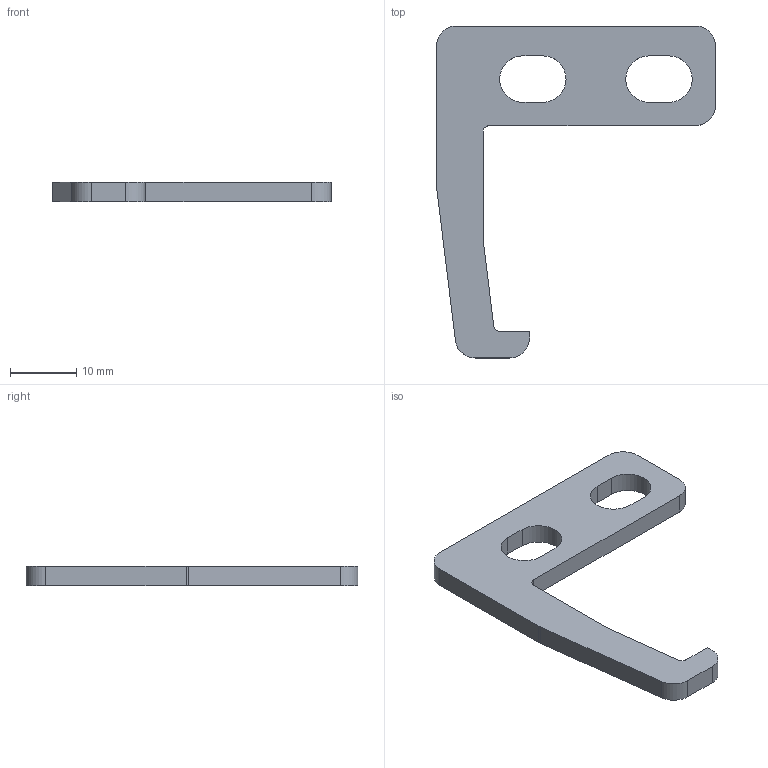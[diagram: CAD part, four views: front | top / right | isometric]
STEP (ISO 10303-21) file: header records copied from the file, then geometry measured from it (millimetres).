
FILE_DESCRIPTION(('STEP AP203'), '1');
FILE_NAME('ÐË275.RC30 Çàõâàò RC30 âñïîìîãàòåëüíûé', '', ('UNSPECIFIED'), ('UNSPECIFIED'), 'ASCON STEP Converter 1.3', 'ASCON Math Kernel', '');
FILE_SCHEMA(('CONFIG_CONTROL_DESIGN'));
Length unit declared in the file: millimetre
Products named in the file (1): 275.RC30
Bounding box: 42 x 50 x 3 mm (x, y, z)
Volume: 2239.7 mm3; surface area: 2220.8 mm2
Topology: 1 solids, 1 shells, 29 faces, 81 edges, 54 vertices
Faces by surface type: plane 16, cylinder 13
Entity records: 1220 total; most frequent: DIRECTION 167, CARTESIAN_POINT 165, ORIENTED_EDGE 162, EDGE_CURVE 81, AXIS2_PLACEMENT_3D 56, LINE 55, VECTOR 55, VERTEX_POINT 54
